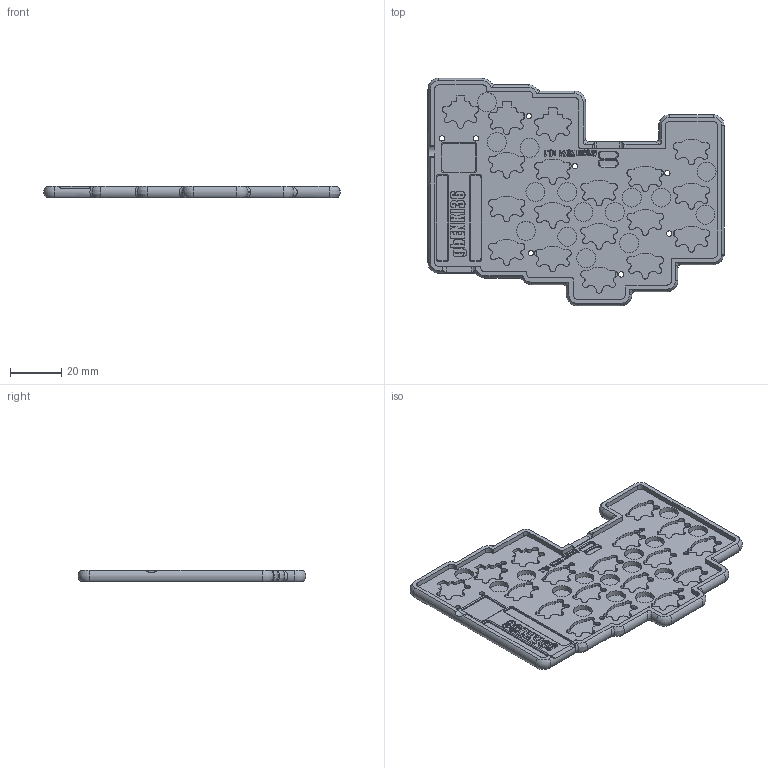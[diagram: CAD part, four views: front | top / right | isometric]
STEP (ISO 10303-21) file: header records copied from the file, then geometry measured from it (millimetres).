
FILE_DESCRIPTION(('STEP AP242'), '1');
FILE_NAME('case_gbEnki36_NO_bumpon_NO_magnet', '', ('UNSPECIFIED'), ('UNSPECIFIED'), 'C3D Converter', 'C3D Toolkit', '');
FILE_SCHEMA(('AP242_MANAGED_MODEL_BASED_3D_ENGINEERING_MIM_LF { 1 0 10303 442 1 1 4 }'));
Length unit declared in the file: millimetre
Bounding box: 115.84 x 88.97 x 4.6 mm (x, y, z)
Volume: 18439.4 mm3; surface area: 20368.5 mm2
Topology: 1 solids, 1 shells, 1384 faces, 3825 edges, 2513 vertices
Faces by surface type: cylinder 640, plane 563, extrusion 136, cone 20, bspline 16, torus 9
Full cylindrical faces by diameter (mm): 2.1 x8, 4.4 x2, 7.4 x15
Entity records: 58463 total; most frequent: CARTESIAN_POINT 11471, ORIENTED_EDGE 7600, DIRECTION 7441, EDGE_CURVE 3800, AXIS2_PLACEMENT_3D 2602, VERTEX_POINT 2512, VECTOR 2237, LINE 2101
